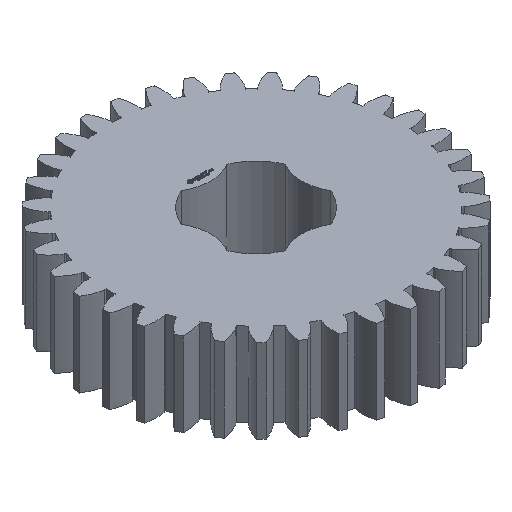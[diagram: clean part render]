
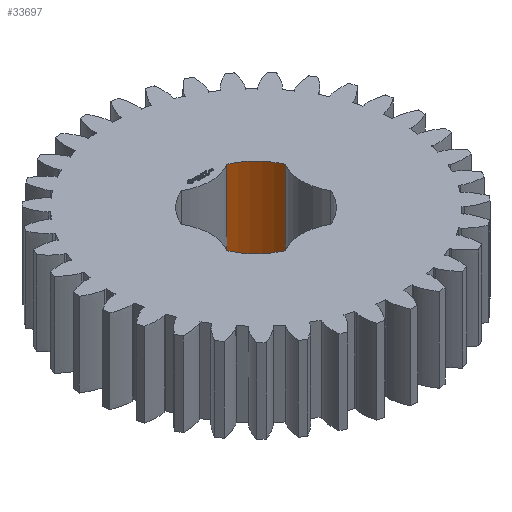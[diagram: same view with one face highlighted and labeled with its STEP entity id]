
A CAD part, isometric view. The second image highlights one B-rep face of the part: STEP entity #33697.
In plain terms, the highlighted cylindrical face has radius 6.35 mm (diameter 12.7 mm), a partial arc.
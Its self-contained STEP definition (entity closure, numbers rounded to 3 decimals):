
#93 = PLANE('',#94);
#94 = AXIS2_PLACEMENT_3D('',#95,#96,#97);
#95 = CARTESIAN_POINT('',(0.,0.,9.375)
  );
#96 = DIRECTION('',(0.,0.,1.));
#97 = DIRECTION('',(1.,0.,0.));
#168 = PLANE('',#169);
#169 = AXIS2_PLACEMENT_3D('',#170,#171,#172);
#170 = CARTESIAN_POINT('',(0.,0.,0.));
#171 = DIRECTION('',(0.,0.,1.));
#172 = DIRECTION('',(1.,0.,0.));
#10184 = VERTEX_POINT('',#10185);
#10185 = CARTESIAN_POINT('',(2.55,5.816,0.));
#10200 = CYLINDRICAL_SURFACE('',#10201,4.9);
#10201 = AXIS2_PLACEMENT_3D('',#10202,#10203,#10204);
#10202 = CARTESIAN_POINT('',(0.,10.,0.));
#10203 = DIRECTION('',(0.,-0.,-1.));
#10204 = DIRECTION('',(0.707,0.707,0.));
#10212 = EDGE_CURVE('',#10213,#10184,#10215,.T.);
#10213 = VERTEX_POINT('',#10214);
#10214 = CARTESIAN_POINT('',(5.816,2.55,0.));
#10215 = SURFACE_CURVE('',#10216,(#10221,#10228),.PCURVE_S1.);
#10216 = CIRCLE('',#10217,6.35);
#10217 = AXIS2_PLACEMENT_3D('',#10218,#10219,#10220);
#10218 = CARTESIAN_POINT('',(0.,0.,0.));
#10219 = DIRECTION('',(0.,-0.,1.));
#10220 = DIRECTION('',(0.707,0.707,0.));
#10221 = PCURVE('',#168,#10222);
#10222 = DEFINITIONAL_REPRESENTATION('',(#10223),#10227);
#10223 = CIRCLE('',#10224,6.35);
#10224 = AXIS2_PLACEMENT_2D('',#10225,#10226);
#10225 = CARTESIAN_POINT('',(0.,0.));
#10226 = DIRECTION('',(0.707,0.707));
#10227 = ( GEOMETRIC_REPRESENTATION_CONTEXT(2) 
PARAMETRIC_REPRESENTATION_CONTEXT() REPRESENTATION_CONTEXT('2D SPACE',''
  ) );
#10228 = PCURVE('',#10229,#10234);
#10229 = CYLINDRICAL_SURFACE('',#10230,6.35);
#10230 = AXIS2_PLACEMENT_3D('',#10231,#10232,#10233);
#10231 = CARTESIAN_POINT('',(0.,0.,0.));
#10232 = DIRECTION('',(0.,-0.,-1.));
#10233 = DIRECTION('',(0.707,0.707,0.));
#10234 = DEFINITIONAL_REPRESENTATION('',(#10235),#10239);
#10235 = LINE('',#10236,#10237);
#10236 = CARTESIAN_POINT('',(-0.,0.));
#10237 = VECTOR('',#10238,1.);
#10238 = DIRECTION('',(-1.,0.));
#10239 = ( GEOMETRIC_REPRESENTATION_CONTEXT(2) 
PARAMETRIC_REPRESENTATION_CONTEXT() REPRESENTATION_CONTEXT('2D SPACE',''
  ) );
#10258 = CYLINDRICAL_SURFACE('',#10259,4.9);
#10259 = AXIS2_PLACEMENT_3D('',#10260,#10261,#10262);
#10260 = CARTESIAN_POINT('',(10.,0.,0.));
#10261 = DIRECTION('',(0.,-0.,-1.));
#10262 = DIRECTION('',(0.707,0.707,0.));
#17490 = VERTEX_POINT('',#17491);
#17491 = CARTESIAN_POINT('',(2.55,5.816,9.375));
#17513 = EDGE_CURVE('',#17514,#17490,#17516,.T.);
#17514 = VERTEX_POINT('',#17515);
#17515 = CARTESIAN_POINT('',(5.816,2.55,9.375));
#17516 = SURFACE_CURVE('',#17517,(#17522,#17529),.PCURVE_S1.);
#17517 = CIRCLE('',#17518,6.35);
#17518 = AXIS2_PLACEMENT_3D('',#17519,#17520,#17521);
#17519 = CARTESIAN_POINT('',(0.,0.,9.375
    ));
#17520 = DIRECTION('',(0.,-0.,1.));
#17521 = DIRECTION('',(0.707,0.707,0.));
#17522 = PCURVE('',#93,#17523);
#17523 = DEFINITIONAL_REPRESENTATION('',(#17524),#17528);
#17524 = CIRCLE('',#17525,6.35);
#17525 = AXIS2_PLACEMENT_2D('',#17526,#17527);
#17526 = CARTESIAN_POINT('',(0.,0.));
#17527 = DIRECTION('',(0.707,0.707));
#17528 = ( GEOMETRIC_REPRESENTATION_CONTEXT(2) 
PARAMETRIC_REPRESENTATION_CONTEXT() REPRESENTATION_CONTEXT('2D SPACE',''
  ) );
#17529 = PCURVE('',#10229,#17530);
#17530 = DEFINITIONAL_REPRESENTATION('',(#17531),#17535);
#17531 = LINE('',#17532,#17533);
#17532 = CARTESIAN_POINT('',(-0.,-9.375));
#17533 = VECTOR('',#17534,1.);
#17534 = DIRECTION('',(-1.,0.));
#17535 = ( GEOMETRIC_REPRESENTATION_CONTEXT(2) 
PARAMETRIC_REPRESENTATION_CONTEXT() REPRESENTATION_CONTEXT('2D SPACE',''
  ) );
#33674 = EDGE_CURVE('',#10213,#17514,#33675,.T.);
#33675 = SURFACE_CURVE('',#33676,(#33680,#33687),.PCURVE_S1.);
#33676 = LINE('',#33677,#33678);
#33677 = CARTESIAN_POINT('',(5.816,2.55,0.));
#33678 = VECTOR('',#33679,1.);
#33679 = DIRECTION('',(0.,0.,1.));
#33680 = PCURVE('',#10258,#33681);
#33681 = DEFINITIONAL_REPRESENTATION('',(#33682),#33686);
#33682 = LINE('',#33683,#33684);
#33683 = CARTESIAN_POINT('',(-1.809,0.));
#33684 = VECTOR('',#33685,1.);
#33685 = DIRECTION('',(-0.,-1.));
#33686 = ( GEOMETRIC_REPRESENTATION_CONTEXT(2) 
PARAMETRIC_REPRESENTATION_CONTEXT() REPRESENTATION_CONTEXT('2D SPACE',''
  ) );
#33687 = PCURVE('',#10229,#33688);
#33688 = DEFINITIONAL_REPRESENTATION('',(#33689),#33693);
#33689 = LINE('',#33690,#33691);
#33690 = CARTESIAN_POINT('',(-5.911,0.));
#33691 = VECTOR('',#33692,1.);
#33692 = DIRECTION('',(-0.,-1.));
#33693 = ( GEOMETRIC_REPRESENTATION_CONTEXT(2) 
PARAMETRIC_REPRESENTATION_CONTEXT() REPRESENTATION_CONTEXT('2D SPACE',''
  ) );
#33697 = ADVANCED_FACE('',(#33698),#10229,.F.);
#33698 = FACE_BOUND('',#33699,.T.);
#33699 = EDGE_LOOP('',(#33700,#33701,#33702,#33723));
#33700 = ORIENTED_EDGE('',*,*,#33674,.T.);
#33701 = ORIENTED_EDGE('',*,*,#17513,.T.);
#33702 = ORIENTED_EDGE('',*,*,#33703,.F.);
#33703 = EDGE_CURVE('',#10184,#17490,#33704,.T.);
#33704 = SURFACE_CURVE('',#33705,(#33709,#33716),.PCURVE_S1.);
#33705 = LINE('',#33706,#33707);
#33706 = CARTESIAN_POINT('',(2.55,5.816,0.));
#33707 = VECTOR('',#33708,1.);
#33708 = DIRECTION('',(0.,0.,1.));
#33709 = PCURVE('',#10229,#33710);
#33710 = DEFINITIONAL_REPRESENTATION('',(#33711),#33715);
#33711 = LINE('',#33712,#33713);
#33712 = CARTESIAN_POINT('',(-6.655,0.));
#33713 = VECTOR('',#33714,1.);
#33714 = DIRECTION('',(-0.,-1.));
#33715 = ( GEOMETRIC_REPRESENTATION_CONTEXT(2) 
PARAMETRIC_REPRESENTATION_CONTEXT() REPRESENTATION_CONTEXT('2D SPACE',''
  ) );
#33716 = PCURVE('',#10200,#33717);
#33717 = DEFINITIONAL_REPRESENTATION('',(#33718),#33722);
#33718 = LINE('',#33719,#33720);
#33719 = CARTESIAN_POINT('',(-4.474,0.));
#33720 = VECTOR('',#33721,1.);
#33721 = DIRECTION('',(-0.,-1.));
#33722 = ( GEOMETRIC_REPRESENTATION_CONTEXT(2) 
PARAMETRIC_REPRESENTATION_CONTEXT() REPRESENTATION_CONTEXT('2D SPACE',''
  ) );
#33723 = ORIENTED_EDGE('',*,*,#10212,.F.);
